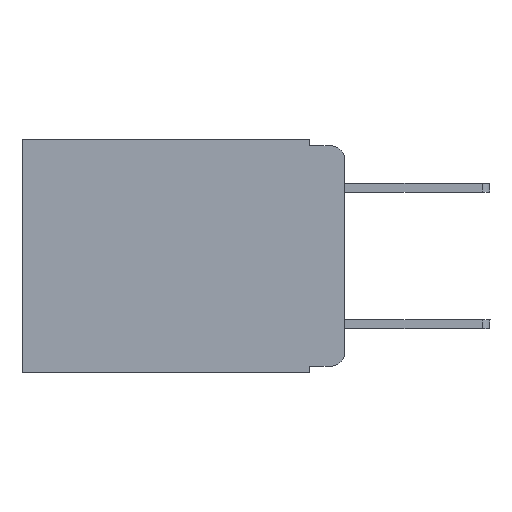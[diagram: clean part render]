
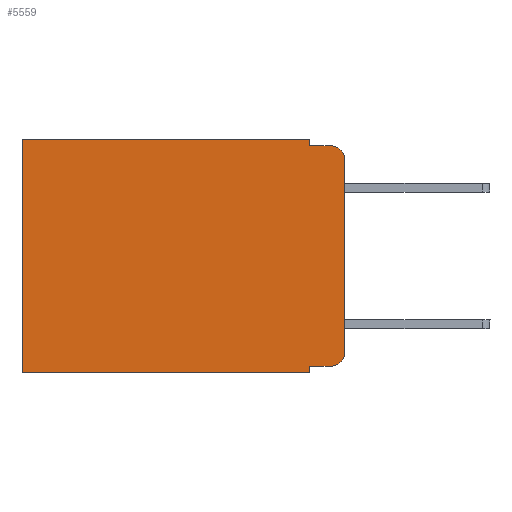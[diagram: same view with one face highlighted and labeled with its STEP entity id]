
A CAD part, left-side view. The second image highlights one B-rep face of the part: STEP entity #5559.
In plain terms, the highlighted planar face has unit normal (-1, 0, 0).
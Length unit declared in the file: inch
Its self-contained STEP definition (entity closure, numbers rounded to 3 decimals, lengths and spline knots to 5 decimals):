
#51 = EDGE_CURVE ( 'NONE', #4713, #6069, #2213, .T. ) ;
#108 = DIRECTION ( 'NONE',  ( 0., 0., -1. ) ) ;
#138 = VERTEX_POINT ( 'NONE', #7165 ) ;
#153 = AXIS2_PLACEMENT_3D ( 'NONE', #9844, #734, #9903 ) ;
#191 = ORIENTED_EDGE ( 'NONE', *, *, #10137, .T. ) ;
#286 = EDGE_CURVE ( 'NONE', #10103, #789, #5266, .T. ) ;
#453 = ORIENTED_EDGE ( 'NONE', *, *, #2054, .F. ) ;
#522 = CIRCLE ( 'NONE', #153, 0.02 ) ;
#609 = CARTESIAN_POINT ( 'NONE',  ( 0.298, 0., 0. ) ) ;
#639 = CARTESIAN_POINT ( 'NONE',  ( 0.298, 0.051, -0.01 ) ) ;
#734 = DIRECTION ( 'NONE',  ( -1., 0., 0. ) ) ;
#743 = EDGE_CURVE ( 'NONE', #6432, #10138, #8570, .T. ) ;
#788 = VECTOR ( 'NONE', #3349, 39.37008 ) ;
#789 = VERTEX_POINT ( 'NONE', #10627 ) ;
#856 = CARTESIAN_POINT ( 'NONE',  ( 0.298, 0., -0.343 ) ) ;
#931 = CARTESIAN_POINT ( 'NONE',  ( 0.298, 0., -0.313 ) ) ;
#944 = CARTESIAN_POINT ( 'NONE',  ( 0.298, 0., 0. ) ) ;
#1208 = AXIS2_PLACEMENT_3D ( 'NONE', #3498, #4124, #10895 ) ;
#1215 = ORIENTED_EDGE ( 'NONE', *, *, #743, .F. ) ;
#1713 = ORIENTED_EDGE ( 'NONE', *, *, #5210, .T. ) ;
#1861 = AXIS2_PLACEMENT_3D ( 'NONE', #609, #4010, #10798 ) ;
#1926 = EDGE_CURVE ( 'NONE', #138, #5414, #6654, .T. ) ;
#2054 = EDGE_CURVE ( 'NONE', #8236, #4713, #9248, .T. ) ;
#2213 = LINE ( 'NONE', #7100, #8945 ) ;
#2326 = EDGE_CURVE ( 'NONE', #10103, #6260, #9993, .T. ) ;
#2399 = CARTESIAN_POINT ( 'NONE',  ( 0.298, 0.051, -0.333 ) ) ;
#2769 = ORIENTED_EDGE ( 'NONE', *, *, #1926, .T. ) ;
#2791 = VECTOR ( 'NONE', #8578, 39.37008 ) ;
#2794 = CARTESIAN_POINT ( 'NONE',  ( 0.298, 0.473, -0.343 ) ) ;
#3027 = CARTESIAN_POINT ( 'NONE',  ( 0.298, 0.02, -0.333 ) ) ;
#3075 = ORIENTED_EDGE ( 'NONE', *, *, #4733, .F. ) ;
#3119 = FACE_OUTER_BOUND ( 'NONE', #6163, .T. ) ;
#3141 = DIRECTION ( 'NONE',  ( 0., 0., -1. ) ) ;
#3349 = DIRECTION ( 'NONE',  ( 0., 1., 0. ) ) ;
#3361 = CARTESIAN_POINT ( 'NONE',  ( 0.298, 0.051, 0. ) ) ;
#3448 = CARTESIAN_POINT ( 'NONE',  ( 0.298, 0.051, 0. ) ) ;
#3498 = CARTESIAN_POINT ( 'NONE',  ( 0.298, 0.02, -0.03 ) ) ;
#4010 = DIRECTION ( 'NONE',  ( 1., 0., 0. ) ) ;
#4124 = DIRECTION ( 'NONE',  ( -1., 0., 0. ) ) ;
#4144 = CARTESIAN_POINT ( 'NONE',  ( 0.298, 0., -0.03 ) ) ;
#4237 = CIRCLE ( 'NONE', #1208, 0.02 ) ;
#4713 = VERTEX_POINT ( 'NONE', #639 ) ;
#4733 = EDGE_CURVE ( 'NONE', #789, #5414, #5101, .T. ) ;
#4836 = VECTOR ( 'NONE', #9166, 39.37008 ) ;
#5101 = LINE ( 'NONE', #856, #7192 ) ;
#5210 = EDGE_CURVE ( 'NONE', #8236, #138, #8523, .T. ) ;
#5244 = ORIENTED_EDGE ( 'NONE', *, *, #10922, .T. ) ;
#5266 = LINE ( 'NONE', #7699, #2791 ) ;
#5396 = DIRECTION ( 'NONE',  ( 0., -1., 0. ) ) ;
#5407 = VECTOR ( 'NONE', #3141, 39.37008 ) ;
#5414 = VERTEX_POINT ( 'NONE', #2794 ) ;
#5559 = ADVANCED_FACE ( 'NONE', ( #3119 ), #9893, .F. ) ;
#5643 = CARTESIAN_POINT ( 'NONE',  ( 0.298, 0.051, -0.333 ) ) ;
#6069 = VERTEX_POINT ( 'NONE', #7879 ) ;
#6155 = DIRECTION ( 'NONE',  ( 0., 1., 0. ) ) ;
#6163 = EDGE_LOOP ( 'NONE', ( #1215, #191, #10046, #453, #1713, #2769, #3075, #7337, #9633, #5244 ) ) ;
#6260 = VERTEX_POINT ( 'NONE', #3027 ) ;
#6432 = VERTEX_POINT ( 'NONE', #4144 ) ;
#6654 = LINE ( 'NONE', #9968, #5407 ) ;
#6764 = DIRECTION ( 'NONE',  ( 0., 0., -1. ) ) ;
#7100 = CARTESIAN_POINT ( 'NONE',  ( 0.298, 0.051, -0.01 ) ) ;
#7165 = CARTESIAN_POINT ( 'NONE',  ( 0.298, 0.473, 0. ) ) ;
#7192 = VECTOR ( 'NONE', #6155, 39.37008 ) ;
#7337 = ORIENTED_EDGE ( 'NONE', *, *, #286, .F. ) ;
#7579 = VECTOR ( 'NONE', #108, 39.37008 ) ;
#7699 = CARTESIAN_POINT ( 'NONE',  ( 0.298, 0.051, 0. ) ) ;
#7796 = VECTOR ( 'NONE', #6764, 39.37008 ) ;
#7879 = CARTESIAN_POINT ( 'NONE',  ( 0.298, 0.02, -0.01 ) ) ;
#8236 = VERTEX_POINT ( 'NONE', #3448 ) ;
#8523 = LINE ( 'NONE', #10973, #788 ) ;
#8570 = LINE ( 'NONE', #944, #7579 ) ;
#8578 = DIRECTION ( 'NONE',  ( 0., 0., -1. ) ) ;
#8945 = VECTOR ( 'NONE', #5396, 39.37008 ) ;
#9166 = DIRECTION ( 'NONE',  ( 0., -1., 0. ) ) ;
#9248 = LINE ( 'NONE', #3361, #7796 ) ;
#9633 = ORIENTED_EDGE ( 'NONE', *, *, #2326, .T. ) ;
#9844 = CARTESIAN_POINT ( 'NONE',  ( 0.298, 0.02, -0.313 ) ) ;
#9893 = PLANE ( 'NONE',  #1861 ) ;
#9903 = DIRECTION ( 'NONE',  ( 0., 0., -1. ) ) ;
#9968 = CARTESIAN_POINT ( 'NONE',  ( 0.298, 0.473, 0. ) ) ;
#9993 = LINE ( 'NONE', #2399, #4836 ) ;
#10046 = ORIENTED_EDGE ( 'NONE', *, *, #51, .F. ) ;
#10103 = VERTEX_POINT ( 'NONE', #5643 ) ;
#10137 = EDGE_CURVE ( 'NONE', #6432, #6069, #4237, .T. ) ;
#10138 = VERTEX_POINT ( 'NONE', #931 ) ;
#10627 = CARTESIAN_POINT ( 'NONE',  ( 0.298, 0.051, -0.343 ) ) ;
#10798 = DIRECTION ( 'NONE',  ( 0., 0., -1. ) ) ;
#10895 = DIRECTION ( 'NONE',  ( 0., 0., -1. ) ) ;
#10922 = EDGE_CURVE ( 'NONE', #6260, #10138, #522, .T. ) ;
#10973 = CARTESIAN_POINT ( 'NONE',  ( 0.298, 0., 0. ) ) ;
